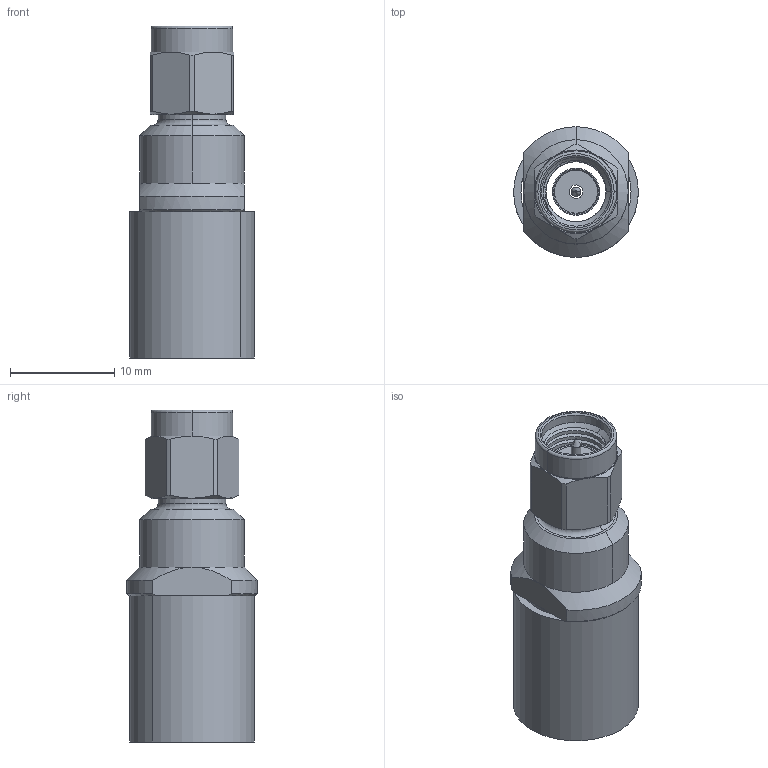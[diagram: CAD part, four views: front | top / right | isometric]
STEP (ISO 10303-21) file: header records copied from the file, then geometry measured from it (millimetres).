
FILE_DESCRIPTION (( 'STEP AP214' ), '1' );
FILE_NAME ('30-005-D3-DE.STEP', '2024-08-08T13:24:11', ( '' ), ( '' ), 'SwSTEP 2.0', 'SolidWorks 2024', '' );
FILE_SCHEMA (( 'AUTOMOTIVE_DESIGN' ));
Length unit declared in the file: millimetre
Products named in the file (1): 30-005-D3-DE
Bounding box: 11.95 x 12.5 x 31.8 mm (x, y, z)
Surface area: 1846.5 mm2 (no closed solid volume)
Topology: 0 solids, 8 shells, 85 faces, 211 edges, 137 vertices
Faces by surface type: cylinder 33, cone 27, plane 19, torus 4, bspline 2
Entity records: 3154 total; most frequent: CARTESIAN_POINT 1159, DIRECTION 431, ORIENTED_EDGE 394, EDGE_CURVE 211, AXIS2_PLACEMENT_3D 186, VERTEX_POINT 137, CIRCLE 102, EDGE_LOOP 95
